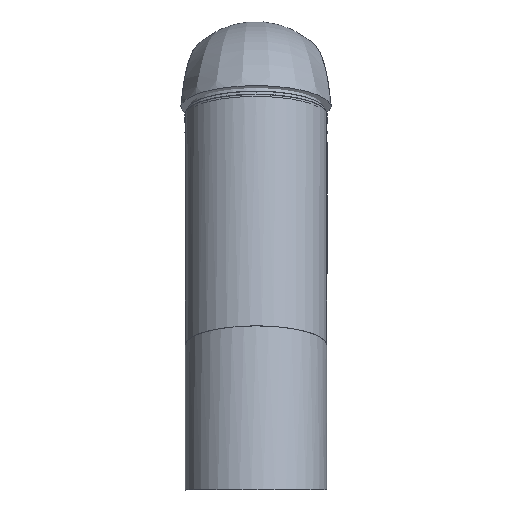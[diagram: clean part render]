
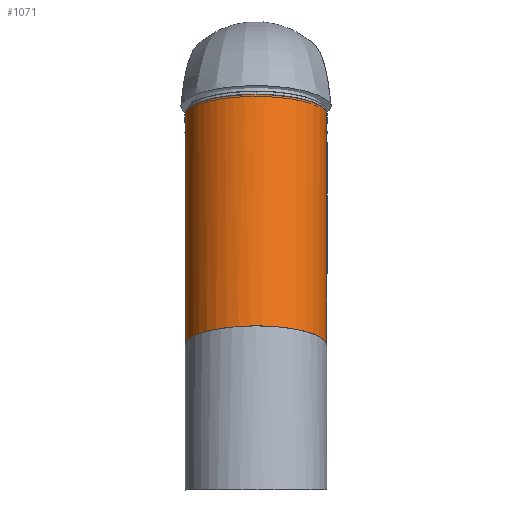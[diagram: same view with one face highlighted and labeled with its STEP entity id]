
A CAD part, left-side view. The second image highlights one B-rep face of the part: STEP entity #1071.
In plain terms, the highlighted cylindrical face has radius 26.006 mm (diameter 52.012 mm), a partial arc.
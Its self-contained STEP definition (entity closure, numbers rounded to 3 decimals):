
#23=LINE('',#13049,#33);
#24=LINE('',#16438,#34);
#33=VECTOR('',#1205,1000.);
#34=VECTOR('',#1206,1000.);
#66=CYLINDRICAL_SURFACE('',#1154,26.006);
#74=CIRCLE('',#1153,26.006);
#141=B_SPLINE_CURVE_WITH_KNOTS('',3,(#9109,#9110,#9111,#9112,#9113,#9114,
#9115,#9116,#9117,#9118,#9119),.UNSPECIFIED.,.F.,.F.,(4,1,1,1,1,1,1,1,4),
(0.,0.005,0.009,0.014,
0.019,0.023,0.028,0.033,
0.038),.UNSPECIFIED.);
#148=B_SPLINE_CURVE_WITH_KNOTS('',3,(#9229,#9230,#9231,#9232,#9233,#9234,
#9235,#9236,#9237,#9238),.UNSPECIFIED.,.F.,.F.,(4,1,1,1,1,1,1,4),(0.,0.009,
0.014,0.019,0.024,0.028,
0.033,0.038),.UNSPECIFIED.);
#523=ORIENTED_EDGE('',*,*,#692,.T.);
#524=ORIENTED_EDGE('',*,*,#592,.T.);
#525=ORIENTED_EDGE('',*,*,#599,.T.);
#526=ORIENTED_EDGE('',*,*,#662,.F.);
#527=ORIENTED_EDGE('',*,*,#616,.F.);
#592=EDGE_CURVE('',#740,#739,#141,.T.);
#599=EDGE_CURVE('',#739,#745,#148,.T.);
#616=EDGE_CURVE('',#748,#749,#74,.F.);
#662=EDGE_CURVE('',#749,#745,#23,.T.);
#692=EDGE_CURVE('',#748,#740,#24,.T.);
#739=VERTEX_POINT('',#9108);
#740=VERTEX_POINT('',#9120);
#745=VERTEX_POINT('',#9228);
#748=VERTEX_POINT('',#9524);
#749=VERTEX_POINT('',#9525);
#876=EDGE_LOOP('',(#523,#524,#525,#526,#527));
#952=FACE_BOUND('',#876,.T.);
#1071=ADVANCED_FACE('',(#952),#66,.T.);
#1153=AXIS2_PLACEMENT_3D('',#9523,#1198,#1199);
#1154=AXIS2_PLACEMENT_3D('',#16468,#1210,#1211);
#1198=DIRECTION('',(0.276,0.,0.961));
#1199=DIRECTION('',(0.961,0.,-0.276));
#1205=DIRECTION('',(0.276,0.,0.961));
#1206=DIRECTION('',(0.276,0.,0.961));
#1210=DIRECTION('',(0.276,0.,0.961));
#1211=DIRECTION('',(0.961,0.,-0.276));
#9108=CARTESIAN_POINT('',(14.618,0.,145.329));
#9109=CARTESIAN_POINT('',(36.596,-25.815,139.027));
#9110=CARTESIAN_POINT('',(35.086,-25.624,139.457));
#9111=CARTESIAN_POINT('',(32.151,-24.968,140.305));
#9112=CARTESIAN_POINT('',(27.927,-23.149,141.512));
#9113=CARTESIAN_POINT('',(24.126,-20.592,142.603));
#9114=CARTESIAN_POINT('',(20.787,-17.326,143.56));
#9115=CARTESIAN_POINT('',(18.086,-13.488,144.335));
#9116=CARTESIAN_POINT('',(16.118,-9.281,144.898));
#9117=CARTESIAN_POINT('',(14.891,-4.693,145.255));
#9118=CARTESIAN_POINT('',(14.618,-1.582,145.328));
#9119=CARTESIAN_POINT('',(14.618,0.,145.329));
#9120=CARTESIAN_POINT('',(36.596,-25.815,139.027));
#9228=CARTESIAN_POINT('',(36.597,25.815,139.027));
#9229=CARTESIAN_POINT('',(14.618,0.,145.329));
#9230=CARTESIAN_POINT('',(14.618,3.163,145.327));
#9231=CARTESIAN_POINT('',(15.453,7.866,145.09));
#9232=CARTESIAN_POINT('',(18.113,13.535,144.327));
#9233=CARTESIAN_POINT('',(20.785,17.32,143.561));
#9234=CARTESIAN_POINT('',(24.132,20.598,142.601));
#9235=CARTESIAN_POINT('',(27.928,23.149,141.512));
#9236=CARTESIAN_POINT('',(32.153,24.968,140.305));
#9237=CARTESIAN_POINT('',(35.087,25.624,139.457));
#9238=CARTESIAN_POINT('',(36.596,25.815,139.027));
#9523=CARTESIAN_POINT('',(15.245,0.,53.167));
#9524=CARTESIAN_POINT('',(12.225,-25.815,54.033));
#9525=CARTESIAN_POINT('',(12.225,25.815,54.033));
#13049=CARTESIAN_POINT('',(24.628,25.815,97.289));
#16438=CARTESIAN_POINT('',(24.628,-25.815,97.289));
#16468=CARTESIAN_POINT('',(15.245,0.,53.167));
